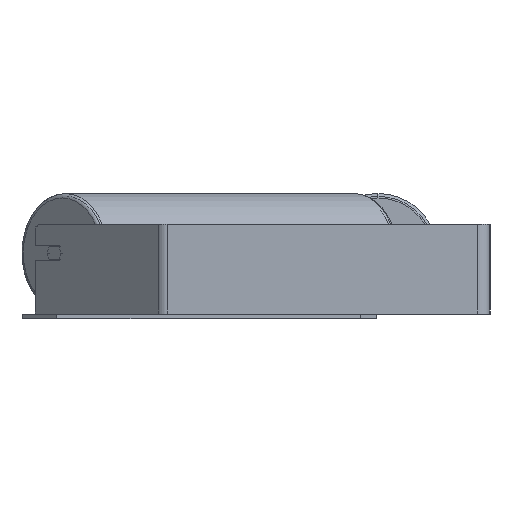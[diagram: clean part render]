
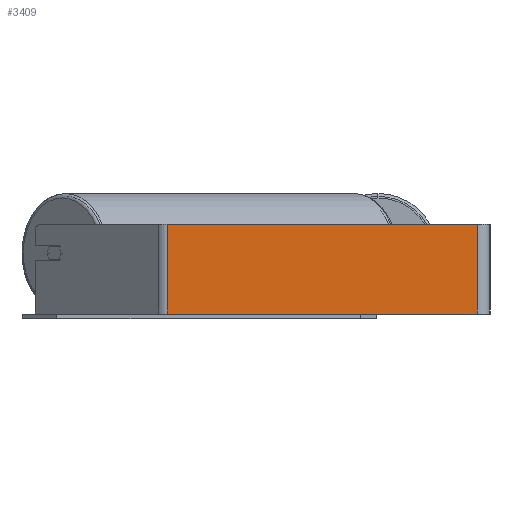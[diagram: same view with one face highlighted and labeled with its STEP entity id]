
A CAD part, left-side view. The second image highlights one B-rep face of the part: STEP entity #3409.
In plain terms, the highlighted planar face has unit normal (-1, 0, 0).
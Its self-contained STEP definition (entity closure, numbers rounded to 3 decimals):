
#653 = ORIENTED_EDGE ( 'NONE', *, *, #4906, .F. ) ;
#801 = DIRECTION ( 'NONE',  ( 0., 0., -1. ) ) ;
#987 = ORIENTED_EDGE ( 'NONE', *, *, #2217, .F. ) ;
#1074 = VERTEX_POINT ( 'NONE', #1600 ) ;
#1102 = CARTESIAN_POINT ( 'NONE',  ( -745., 359.979, 50. ) ) ;
#1600 = CARTESIAN_POINT ( 'NONE',  ( -745., 14., -50. ) ) ;
#1727 = CARTESIAN_POINT ( 'NONE',  ( -745., 359.979, -50. ) ) ;
#1901 = DIRECTION ( 'NONE',  ( 1., 0., 0. ) ) ;
#2040 = DIRECTION ( 'NONE',  ( 0., 0., -1. ) ) ;
#2217 = EDGE_CURVE ( 'NONE', #2521, #1074, #2984, .T. ) ;
#2521 = VERTEX_POINT ( 'NONE', #7905 ) ;
#2694 = FACE_OUTER_BOUND ( 'NONE', #8426, .T. ) ;
#2984 = LINE ( 'NONE', #8062, #5989 ) ;
#3096 = ORIENTED_EDGE ( 'NONE', *, *, #7542, .T. ) ;
#3409 = ADVANCED_FACE ( 'NONE', ( #2694 ), #5506, .F. ) ;
#3625 = ORIENTED_EDGE ( 'NONE', *, *, #6667, .T. ) ;
#3761 = CARTESIAN_POINT ( 'NONE',  ( -745., 365.778, -50. ) ) ;
#4045 = VERTEX_POINT ( 'NONE', #1102 ) ;
#4187 = CARTESIAN_POINT ( 'NONE',  ( -745., 365.778, 50. ) ) ;
#4397 = VECTOR ( 'NONE', #8636, 1000. ) ;
#4906 = EDGE_CURVE ( 'NONE', #4045, #2521, #8106, .T. ) ;
#4928 = CARTESIAN_POINT ( 'NONE',  ( -745., 359.979, 50. ) ) ;
#5136 = VECTOR ( 'NONE', #7452, 1000. ) ;
#5293 = AXIS2_PLACEMENT_3D ( 'NONE', #4187, #1901, #2040 ) ;
#5506 = PLANE ( 'NONE',  #5293 ) ;
#5989 = VECTOR ( 'NONE', #801, 1000. ) ;
#6076 = CARTESIAN_POINT ( 'NONE',  ( -745., 365.778, 50. ) ) ;
#6373 = VECTOR ( 'NONE', #6500, 1000. ) ;
#6500 = DIRECTION ( 'NONE',  ( 0., 0., -1. ) ) ;
#6667 = EDGE_CURVE ( 'NONE', #4045, #7331, #7120, .T. ) ;
#7120 = LINE ( 'NONE', #4928, #6373 ) ;
#7331 = VERTEX_POINT ( 'NONE', #1727 ) ;
#7452 = DIRECTION ( 'NONE',  ( 0., -1., 0. ) ) ;
#7542 = EDGE_CURVE ( 'NONE', #7331, #1074, #7984, .T. ) ;
#7905 = CARTESIAN_POINT ( 'NONE',  ( -745., 14., 50. ) ) ;
#7984 = LINE ( 'NONE', #3761, #4397 ) ;
#8062 = CARTESIAN_POINT ( 'NONE',  ( -745., 14., 50. ) ) ;
#8106 = LINE ( 'NONE', #6076, #5136 ) ;
#8426 = EDGE_LOOP ( 'NONE', ( #3096, #987, #653, #3625 ) ) ;
#8636 = DIRECTION ( 'NONE',  ( 0., -1., 0. ) ) ;
